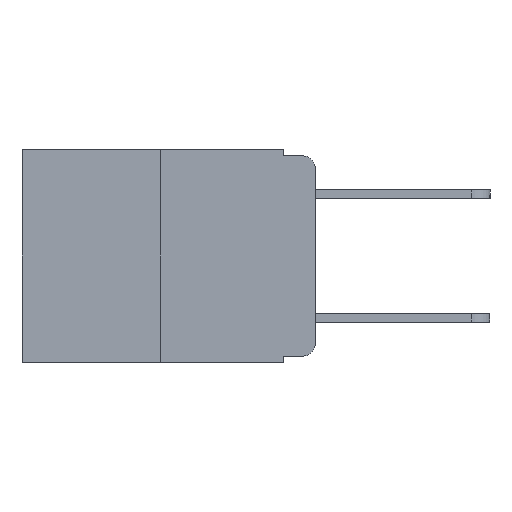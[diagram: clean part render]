
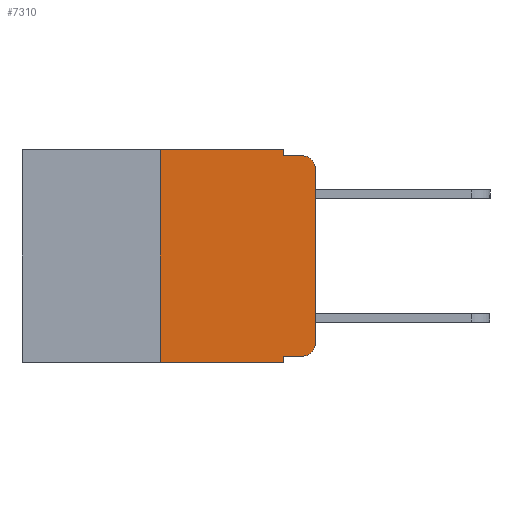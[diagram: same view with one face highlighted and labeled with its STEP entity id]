
A CAD part, left-side view. The second image highlights one B-rep face of the part: STEP entity #7310.
In plain terms, the highlighted planar face has unit normal (-1, 0, 0).
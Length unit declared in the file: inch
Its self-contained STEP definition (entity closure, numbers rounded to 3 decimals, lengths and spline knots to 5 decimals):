
#330 = VERTEX_POINT ( 'NONE', #3714 ) ;
#634 = VERTEX_POINT ( 'NONE', #2459 ) ;
#759 = VERTEX_POINT ( 'NONE', #2648 ) ;
#1111 = CARTESIAN_POINT ( 'NONE',  ( 0., 0.051, -0.343 ) ) ;
#1129 = DIRECTION ( 'NONE',  ( 0., 0., -1. ) ) ;
#1237 = CARTESIAN_POINT ( 'NONE',  ( 0., 0.051, -0.333 ) ) ;
#1242 = VERTEX_POINT ( 'NONE', #6914 ) ;
#1426 = EDGE_LOOP ( 'NONE', ( #1845, #1773, #11461, #13084, #3325, #3862, #5396, #10034, #5467, #12146 ) ) ;
#1533 = VERTEX_POINT ( 'NONE', #1237 ) ;
#1773 = ORIENTED_EDGE ( 'NONE', *, *, #2189, .T. ) ;
#1845 = ORIENTED_EDGE ( 'NONE', *, *, #2174, .T. ) ;
#2107 = AXIS2_PLACEMENT_3D ( 'NONE', #6371, #3400, #3996 ) ;
#2151 = AXIS2_PLACEMENT_3D ( 'NONE', #12395, #12374, #5354 ) ;
#2174 = EDGE_CURVE ( 'NONE', #5725, #7728, #5902, .T. ) ;
#2189 = EDGE_CURVE ( 'NONE', #7728, #1242, #3696, .T. ) ;
#2193 = EDGE_CURVE ( 'NONE', #330, #1242, #2651, .T. ) ;
#2214 = EDGE_CURVE ( 'NONE', #11499, #330, #5562, .T. ) ;
#2233 = EDGE_CURVE ( 'NONE', #759, #10768, #2312, .T. ) ;
#2235 = EDGE_CURVE ( 'NONE', #1533, #6077, #13046, .T. ) ;
#2298 = EDGE_CURVE ( 'NONE', #1533, #634, #12212, .T. ) ;
#2300 = EDGE_CURVE ( 'NONE', #634, #5725, #4231, .T. ) ;
#2312 = LINE ( 'NONE', #4931, #10016 ) ;
#2459 = CARTESIAN_POINT ( 'NONE',  ( 0., 0.02, -0.333 ) ) ;
#2542 = CARTESIAN_POINT ( 'NONE',  ( 0., 0.051, 0. ) ) ;
#2648 = CARTESIAN_POINT ( 'NONE',  ( 0., 0.25, -0.343 ) ) ;
#2651 = LINE ( 'NONE', #10691, #12782 ) ;
#3325 = ORIENTED_EDGE ( 'NONE', *, *, #10494, .F. ) ;
#3400 = DIRECTION ( 'NONE',  ( -1., 0., 0. ) ) ;
#3696 = CIRCLE ( 'NONE', #2151, 0.02 ) ;
#3714 = CARTESIAN_POINT ( 'NONE',  ( 0., 0.051, -0.01 ) ) ;
#3827 = AXIS2_PLACEMENT_3D ( 'NONE', #6593, #12087, #12462 ) ;
#3862 = ORIENTED_EDGE ( 'NONE', *, *, #2233, .F. ) ;
#3996 = DIRECTION ( 'NONE',  ( 0., 0., -1. ) ) ;
#4022 = CARTESIAN_POINT ( 'NONE',  ( 0., 0.473, -0.343 ) ) ;
#4168 = DIRECTION ( 'NONE',  ( 0., -1., 0. ) ) ;
#4231 = CIRCLE ( 'NONE', #2107, 0.02 ) ;
#4352 = CARTESIAN_POINT ( 'NONE',  ( 0., 0.051, -0.333 ) ) ;
#4568 = VECTOR ( 'NONE', #4168, 39.37008 ) ;
#4911 = VECTOR ( 'NONE', #1129, 39.37008 ) ;
#4931 = CARTESIAN_POINT ( 'NONE',  ( 0., 0.25, 0. ) ) ;
#5079 = DIRECTION ( 'NONE',  ( 0., 0., 1. ) ) ;
#5090 = CARTESIAN_POINT ( 'NONE',  ( 0., 0.051, 0. ) ) ;
#5106 = DIRECTION ( 'NONE',  ( 0., -1., 0. ) ) ;
#5275 = DIRECTION ( 'NONE',  ( 0., -1., 0. ) ) ;
#5354 = DIRECTION ( 'NONE',  ( 0., 0., -1. ) ) ;
#5396 = ORIENTED_EDGE ( 'NONE', *, *, #12917, .T. ) ;
#5467 = ORIENTED_EDGE ( 'NONE', *, *, #2298, .T. ) ;
#5486 = DIRECTION ( 'NONE',  ( 0., 0., 1. ) ) ;
#5562 = LINE ( 'NONE', #12277, #10333 ) ;
#5725 = VERTEX_POINT ( 'NONE', #9935 ) ;
#5902 = LINE ( 'NONE', #6131, #10613 ) ;
#6077 = VERTEX_POINT ( 'NONE', #1111 ) ;
#6131 = CARTESIAN_POINT ( 'NONE',  ( 0., 0., 0. ) ) ;
#6371 = CARTESIAN_POINT ( 'NONE',  ( 0., 0.02, -0.313 ) ) ;
#6593 = CARTESIAN_POINT ( 'NONE',  ( 0., 0.473, 0. ) ) ;
#6914 = CARTESIAN_POINT ( 'NONE',  ( 0., 0.02, -0.01 ) ) ;
#6920 = PLANE ( 'NONE',  #3827 ) ;
#7310 = ADVANCED_FACE ( 'NONE', ( #10243 ), #6920, .F. ) ;
#7564 = LINE ( 'NONE', #12481, #12177 ) ;
#7728 = VERTEX_POINT ( 'NONE', #9226 ) ;
#8326 = CARTESIAN_POINT ( 'NONE',  ( 0., 0.25, 0. ) ) ;
#8797 = DIRECTION ( 'NONE',  ( 0., -1., 0. ) ) ;
#9226 = CARTESIAN_POINT ( 'NONE',  ( 0., 0., -0.03 ) ) ;
#9935 = CARTESIAN_POINT ( 'NONE',  ( 0., 0., -0.313 ) ) ;
#10016 = VECTOR ( 'NONE', #5079, 39.37008 ) ;
#10034 = ORIENTED_EDGE ( 'NONE', *, *, #2235, .F. ) ;
#10243 = FACE_OUTER_BOUND ( 'NONE', #1426, .T. ) ;
#10333 = VECTOR ( 'NONE', #10535, 39.37008 ) ;
#10494 = EDGE_CURVE ( 'NONE', #10768, #11499, #7564, .T. ) ;
#10504 = VECTOR ( 'NONE', #5106, 39.37008 ) ;
#10535 = DIRECTION ( 'NONE',  ( 0., 0., -1. ) ) ;
#10613 = VECTOR ( 'NONE', #5486, 39.37008 ) ;
#10691 = CARTESIAN_POINT ( 'NONE',  ( 0., 0.051, -0.01 ) ) ;
#10768 = VERTEX_POINT ( 'NONE', #8326 ) ;
#10809 = LINE ( 'NONE', #4022, #10504 ) ;
#11461 = ORIENTED_EDGE ( 'NONE', *, *, #2193, .F. ) ;
#11499 = VERTEX_POINT ( 'NONE', #2542 ) ;
#12087 = DIRECTION ( 'NONE',  ( 1., 0., 0. ) ) ;
#12146 = ORIENTED_EDGE ( 'NONE', *, *, #2300, .T. ) ;
#12177 = VECTOR ( 'NONE', #8797, 39.37008 ) ;
#12212 = LINE ( 'NONE', #4352, #4568 ) ;
#12277 = CARTESIAN_POINT ( 'NONE',  ( 0., 0.051, 0. ) ) ;
#12374 = DIRECTION ( 'NONE',  ( -1., 0., 0. ) ) ;
#12395 = CARTESIAN_POINT ( 'NONE',  ( 0., 0.02, -0.03 ) ) ;
#12462 = DIRECTION ( 'NONE',  ( 0., 0., -1. ) ) ;
#12481 = CARTESIAN_POINT ( 'NONE',  ( 0., 0.473, 0. ) ) ;
#12782 = VECTOR ( 'NONE', #5275, 39.37008 ) ;
#12917 = EDGE_CURVE ( 'NONE', #759, #6077, #10809, .T. ) ;
#13046 = LINE ( 'NONE', #5090, #4911 ) ;
#13084 = ORIENTED_EDGE ( 'NONE', *, *, #2214, .F. ) ;
